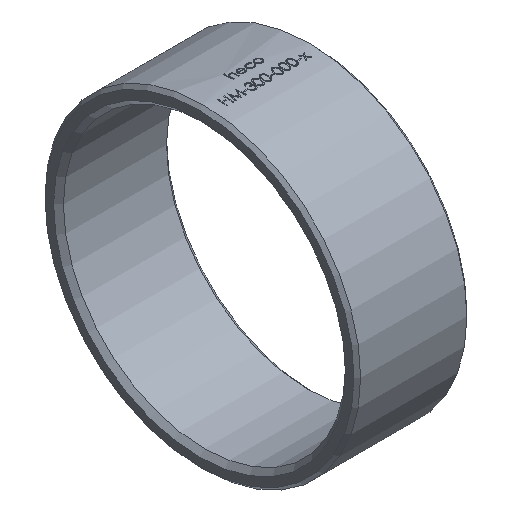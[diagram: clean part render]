
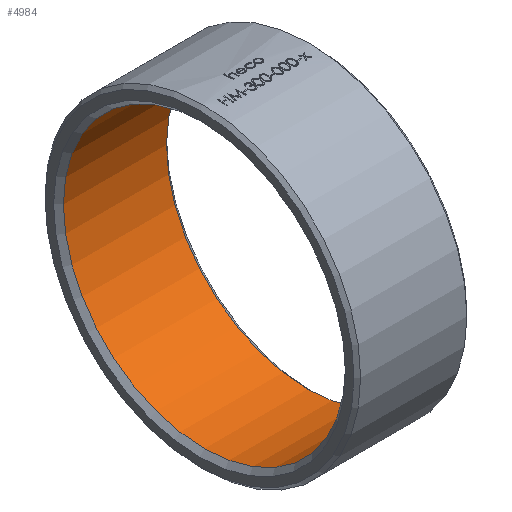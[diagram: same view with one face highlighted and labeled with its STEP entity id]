
A CAD part, isometric view. The second image highlights one B-rep face of the part: STEP entity #4984.
In plain terms, the highlighted cylindrical face has radius 42.463 mm (diameter 84.926 mm), a full revolution.
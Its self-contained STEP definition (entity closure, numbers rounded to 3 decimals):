
#118 = DIRECTION ( 'NONE',  ( 0., 0., -1. ) ) ;
#754 = DIRECTION ( 'NONE',  ( 0., 0., 1. ) ) ;
#804 = DIRECTION ( 'NONE',  ( -1., 0., 0. ) ) ;
#1028 = AXIS2_PLACEMENT_3D ( 'NONE', #3729, #9798, #118 ) ;
#1077 = CIRCLE ( 'NONE', #2360, 42.463 ) ;
#1142 = ORIENTED_EDGE ( 'NONE', *, *, #1483, .T. ) ;
#1483 = EDGE_CURVE ( 'NONE', #11537, #11537, #8480, .T. ) ;
#1794 = AXIS2_PLACEMENT_3D ( 'NONE', #7189, #804, #754 ) ;
#2053 = DIRECTION ( 'NONE',  ( 1., 0., 0. ) ) ;
#2156 = CARTESIAN_POINT ( 'NONE',  ( 32.521, 0., 0. ) ) ;
#2360 = AXIS2_PLACEMENT_3D ( 'NONE', #2156, #2053, #9245 ) ;
#2723 = CARTESIAN_POINT ( 'NONE',  ( 32.521, 0., -42.463 ) ) ;
#2994 = EDGE_LOOP ( 'NONE', ( #8381 ) ) ;
#3729 = CARTESIAN_POINT ( 'NONE',  ( 1.479, 0., 0. ) ) ;
#3734 = EDGE_LOOP ( 'NONE', ( #1142 ) ) ;
#4984 = ADVANCED_FACE ( 'NONE', ( #8807, #6323 ), #11471, .F. ) ;
#6270 = VERTEX_POINT ( 'NONE', #2723 ) ;
#6323 = FACE_OUTER_BOUND ( 'NONE', #3734, .T. ) ;
#7189 = CARTESIAN_POINT ( 'NONE',  ( 34.001, 0., 0. ) ) ;
#7197 = CARTESIAN_POINT ( 'NONE',  ( 1.479, 0., -42.463 ) ) ;
#8218 = EDGE_CURVE ( 'NONE', #6270, #6270, #1077, .T. ) ;
#8381 = ORIENTED_EDGE ( 'NONE', *, *, #8218, .T. ) ;
#8480 = CIRCLE ( 'NONE', #1028, 42.463 ) ;
#8807 = FACE_OUTER_BOUND ( 'NONE', #2994, .T. ) ;
#9245 = DIRECTION ( 'NONE',  ( 0., 0., -1. ) ) ;
#9798 = DIRECTION ( 'NONE',  ( -1., 0., 0. ) ) ;
#11471 = CYLINDRICAL_SURFACE ( 'NONE', #1794, 42.463 ) ;
#11537 = VERTEX_POINT ( 'NONE', #7197 ) ;
